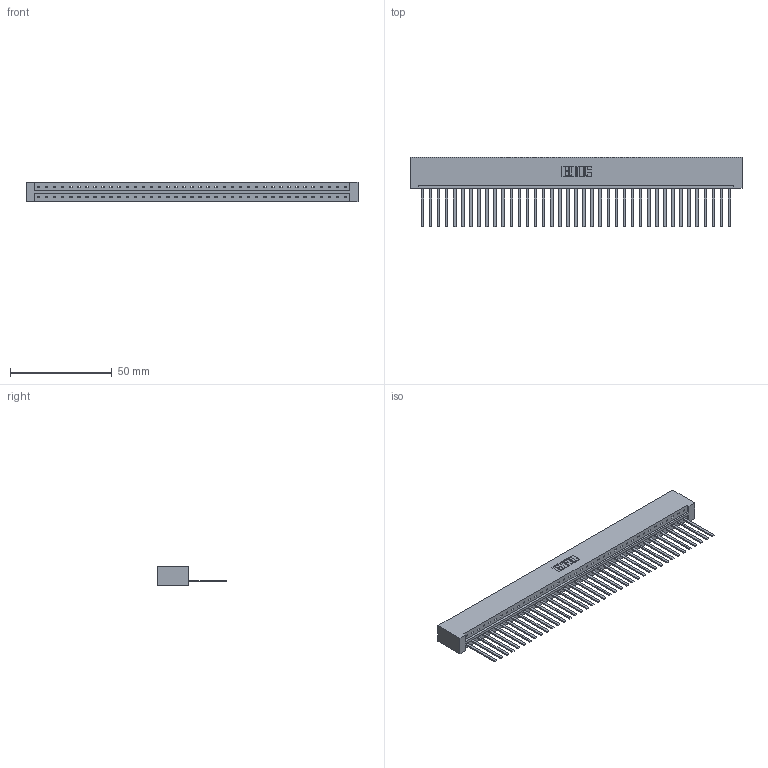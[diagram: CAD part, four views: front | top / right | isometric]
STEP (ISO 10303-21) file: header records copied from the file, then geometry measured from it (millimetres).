
FILE_DESCRIPTION (( 'STEP AP203' ), '1' );
FILE_NAME ('833-039-544-101.STEP', '2020-06-03T15:06:26', ( '' ), ( '' ), 'SwSTEP 2.0', 'SolidWorks 2020', '' );
FILE_SCHEMA (( 'CONFIG_CONTROL_DESIGN' ));
Length unit declared in the file: inch
Products named in the file (3): 833 Part_Lugless; 833-039-544-101; 345-292-001_345-293-144
Assembly tree (40 placements, depth 2):
  833-039-544-101
    833 Part_Lugless
    345-292-001_345-293-144  x39
Bounding box: 162.79 x 34.3 x 9.4 mm (x, y, z)
Volume: 17419.7 mm3; surface area: 20253.4 mm2
Topology: 40 solids, 40 shells, 2134 faces, 6449 edges, 4246 vertices
Faces by surface type: plane 1548, cylinder 586
Entity records: 23769 total; most frequent: CARTESIAN_POINT 4107, ORIENTED_EDGE 4082, DIRECTION 3459, EDGE_CURVE 2041, LINE 1925, VECTOR 1925, VERTEX_POINT 1358, AXIS2_PLACEMENT_3D 767
